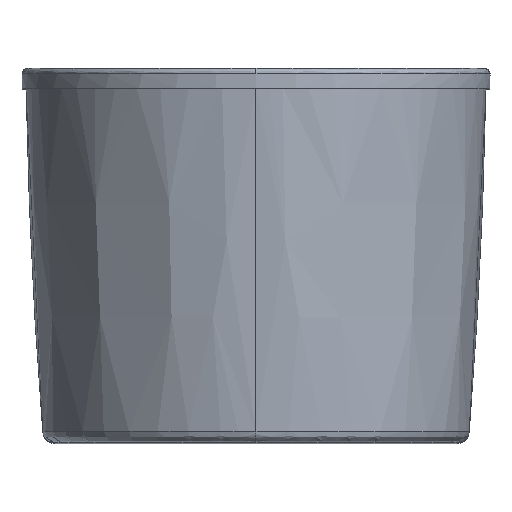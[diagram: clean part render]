
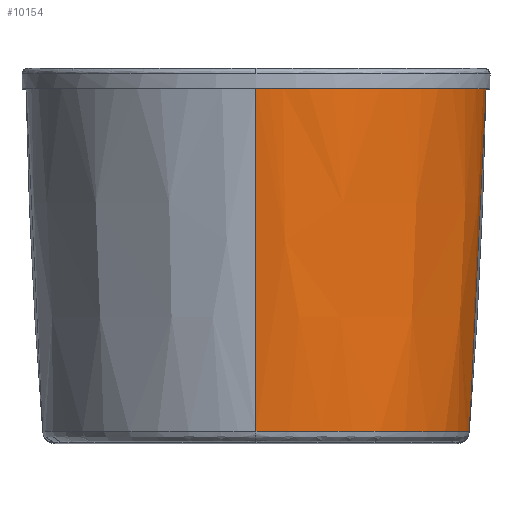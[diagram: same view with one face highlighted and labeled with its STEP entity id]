
A CAD part, top view. The second image highlights one B-rep face of the part: STEP entity #10154.
In plain terms, the highlighted free-form (B-spline) face has degree [3, 3] with [4, 7] control points.
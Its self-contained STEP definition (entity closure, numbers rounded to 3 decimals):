
#9112=CARTESIAN_POINT('',(0.,-621.558,
864.458));
#9124=CARTESIAN_POINT('',(0.,-621.558,
864.458));
#9125=CARTESIAN_POINT('',(4.289,-621.558,864.458));
#9126=CARTESIAN_POINT('',(12.885,-621.558,864.305));
#9127=CARTESIAN_POINT('',(25.824,-621.557,863.612));
#9128=CARTESIAN_POINT('',(38.781,-621.555,862.453));
#9129=CARTESIAN_POINT('',(51.779,-621.554,860.822));
#9130=CARTESIAN_POINT('',(64.845,-621.551,858.698));
#9131=CARTESIAN_POINT('',(77.577,-621.548,856.159));
#9132=CARTESIAN_POINT('',(90.442,-621.545,853.111));
#9133=CARTESIAN_POINT('',(102.978,-621.542,849.662));
#9134=CARTESIAN_POINT('',(115.585,-621.538,845.703));
#9135=CARTESIAN_POINT('',(127.921,-621.534,841.33));
#9136=CARTESIAN_POINT('',(139.996,-621.53,836.556));
#9137=CARTESIAN_POINT('',(151.87,-621.526,831.358));
#9138=CARTESIAN_POINT('',(163.382,-621.522,825.829));
#9139=CARTESIAN_POINT('',(174.931,-621.518,819.764));
#9140=CARTESIAN_POINT('',(185.892,-621.514,813.51));
#9141=CARTESIAN_POINT('',(196.935,-621.51,806.688));
#9142=CARTESIAN_POINT('',(207.428,-621.506,799.683));
#9143=CARTESIAN_POINT('',(217.739,-621.503,792.279));
#9144=CARTESIAN_POINT('',(227.889,-621.5,784.441));
#9145=CARTESIAN_POINT('',(237.917,-621.497,776.111));
#9146=CARTESIAN_POINT('',(247.422,-621.495,767.628));
#9147=CARTESIAN_POINT('',(256.711,-621.493,758.735));
#9148=CARTESIAN_POINT('',(265.73,-621.492,749.456));
#9149=CARTESIAN_POINT('',(274.392,-621.491,739.891));
#9150=CARTESIAN_POINT('',(282.956,-621.49,729.721));
#9151=CARTESIAN_POINT('',(291.087,-621.49,719.318));
#9152=CARTESIAN_POINT('',(298.816,-621.49,708.658));
#9153=CARTESIAN_POINT('',(306.119,-621.491,697.802));
#9154=CARTESIAN_POINT('',(313.4,-621.493,686.065));
#9155=CARTESIAN_POINT('',(319.988,-621.495,674.492));
#9156=CARTESIAN_POINT('',(326.068,-621.498,662.862));
#9157=CARTESIAN_POINT('',(331.647,-621.501,651.195));
#9158=CARTESIAN_POINT('',(336.903,-621.505,639.106));
#9159=CARTESIAN_POINT('',(341.668,-621.509,626.949));
#9160=CARTESIAN_POINT('',(346.002,-621.514,614.61));
#9161=CARTESIAN_POINT('',(349.889,-621.518,602.115));
#9162=CARTESIAN_POINT('',(353.275,-621.523,589.702));
#9163=CARTESIAN_POINT('',(356.254,-621.528,577.038));
#9164=CARTESIAN_POINT('',(358.765,-621.533,564.366));
#9165=CARTESIAN_POINT('',(360.848,-621.539,551.479));
#9166=CARTESIAN_POINT('',(362.458,-621.544,538.625));
#9167=CARTESIAN_POINT('',(363.609,-621.549,525.755));
#9168=CARTESIAN_POINT('',(364.301,-621.554,512.884));
#9169=CARTESIAN_POINT('',(364.457,-621.557,504.293));
#9170=CARTESIAN_POINT('',(364.458,-621.558,500.));
#9172=CARTESIAN_POINT('',(393.,-35.,500.));
#9173=CARTESIAN_POINT('',(393.,-35.,550.411));
#9174=CARTESIAN_POINT('',(373.299,-35.,652.31));
#9175=CARTESIAN_POINT('',(286.442,-35.,783.996));
#9176=CARTESIAN_POINT('',(154.851,-35.,872.479));
#9177=CARTESIAN_POINT('',(51.444,-35.,893.));
#9178=CARTESIAN_POINT('',(0.,-35.,
893.));
#9180=CARTESIAN_POINT('',(0.,-35.,
893.));
#9181=CARTESIAN_POINT('',(0.,-230.742,
889.231));
#9182=CARTESIAN_POINT('',(0.,-426.374,
879.711));
#9183=CARTESIAN_POINT('',(0.,-621.558,
864.458));
#9185=CARTESIAN_POINT('',(364.458,-621.558,500.));
#9194=CARTESIAN_POINT('',(393.,-35.,500.));
#9195=CARTESIAN_POINT('',(389.231,-230.742,500.));
#9196=CARTESIAN_POINT('',(379.711,-426.374,500.));
#9197=CARTESIAN_POINT('',(364.458,-621.558,500.));
#9424=VERTEX_POINT('',#9172);
#9425=VERTEX_POINT('',#9178);
#9445=VERTEX_POINT('',#9185);
#9451=VERTEX_POINT('',#9112);
#10116=CARTESIAN_POINT('',(-5.715,-627.413,
863.954));
#10117=CARTESIAN_POINT('',(43.851,-627.417,
864.741));
#10118=CARTESIAN_POINT('',(140.836,-627.421,
846.148));
#10119=CARTESIAN_POINT('',(262.928,-627.421,
765.016));
#10120=CARTESIAN_POINT('',(345.421,-627.417,
643.013));
#10121=CARTESIAN_POINT('',(364.746,-627.414,
544.735));
#10122=CARTESIAN_POINT('',(363.955,-627.413,
494.282));
#10123=CARTESIAN_POINT('',(-5.959,-428.328,
879.626));
#10124=CARTESIAN_POINT('',(45.716,-428.394,
880.454));
#10125=CARTESIAN_POINT('',(147.117,-428.467,
860.795));
#10126=CARTESIAN_POINT('',(274.767,-428.465,
775.001));
#10127=CARTESIAN_POINT('',(360.429,-428.403,
647.068));
#10128=CARTESIAN_POINT('',(380.281,-428.352,
545.65));
#10129=CARTESIAN_POINT('',(379.648,-428.333,
494.162));
#10130=CARTESIAN_POINT('',(-6.111,-228.786,
889.335));
#10131=CARTESIAN_POINT('',(46.872,-228.801,
890.189));
#10132=CARTESIAN_POINT('',(151.226,-228.818,
870.018));
#10133=CARTESIAN_POINT('',(282.648,-228.817,
781.367));
#10134=CARTESIAN_POINT('',(370.151,-228.803,
649.609));
#10135=CARTESIAN_POINT('',(389.997,-228.792,
546.21));
#10136=CARTESIAN_POINT('',(389.357,-228.787,
494.089));
#10137=CARTESIAN_POINT('',(-6.17,-29.129,
893.062));
#10138=CARTESIAN_POINT('',(47.317,-29.128,
893.916));
#10139=CARTESIAN_POINT('',(153.155,-29.128,
873.77));
#10140=CARTESIAN_POINT('',(286.558,-29.128,
784.077));
#10141=CARTESIAN_POINT('',(374.567,-29.128,
650.616));
#10142=CARTESIAN_POINT('',(393.875,-29.129,
546.409));
#10143=CARTESIAN_POINT('',(393.065,-29.129,
494.063));
#10144=B_SPLINE_SURFACE_WITH_KNOTS('',3,3,((#10116,#10117,#10118,#10119,#10120,
#10121,#10122),(#10123,#10124,#10125,#10126,#10127,#10128,#10129),(#10130,
#10131,#10132,#10133,#10134,#10135,#10136),(#10137,#10138,#10139,#10140,#10141,
#10142,#10143)),.UNSPECIFIED.,.F.,.F.,.F.,(4,4),(4,1,1,1,4),(0.021,
1.01),(-0.005,0.136,0.271,
0.407,0.548),.UNSPECIFIED.);
#10145=ORIENTED_EDGE('',*,*,#10110,.T.);
#10147=ORIENTED_EDGE('',*,*,#10146,.F.);
#10149=ORIENTED_EDGE('',*,*,#10148,.T.);
#10151=ORIENTED_EDGE('',*,*,#10150,.T.);
#10152=EDGE_LOOP('',(#10145,#10147,#10149,#10151));
#10153=FACE_OUTER_BOUND('',#10152,.F.);
#10154=ADVANCED_FACE('',(#10153),#10144,.T.);
#9171=B_SPLINE_CURVE_WITH_KNOTS('',3,(#9124,#9125,#9126,#9127,#9128,#9129,#9130,
#9131,#9132,#9133,#9134,#9135,#9136,#9137,#9138,#9139,#9140,#9141,#9142,#9143,
#9144,#9145,#9146,#9147,#9148,#9149,#9150,#9151,#9152,#9153,#9154,#9155,#9156,
#9157,#9158,#9159,#9160,#9161,#9162,#9163,#9164,#9165,#9166,#9167,#9168,#9169,
#9170),.UNSPECIFIED.,.F.,.F.,(4,1,1,1,1,1,1,1,1,1,1,1,1,1,1,1,1,1,1,1,1,1,1,1,1,
1,1,1,1,1,1,1,1,1,1,1,1,1,1,1,1,1,1,1,4),(0.,0.023,
0.045,0.068,0.091,0.114,
0.136,0.159,0.182,0.205,
0.227,0.25,0.273,0.295,0.318,
0.341,0.364,0.386,0.409,
0.432,0.455,0.477,0.5,0.523,
0.545,0.568,0.591,0.614,
0.636,0.659,0.682,0.705,
0.727,0.75,0.773,0.795,0.818,
0.841,0.864,0.886,0.909,
0.932,0.955,0.977,1.),.UNSPECIFIED.);
#9179=B_SPLINE_CURVE_WITH_KNOTS('',3,(#9172,#9173,#9174,#9175,#9176,#9177,
#9178),.UNSPECIFIED.,.F.,.F.,(4,1,1,1,4),(0.,0.25,
0.5,0.75,1.),.UNSPECIFIED.);
#9184=B_SPLINE_CURVE_WITH_KNOTS('',3,(#9180,#9181,#9182,#9183),.UNSPECIFIED.,
.F.,.F.,(4,4),(0.,1.),.UNSPECIFIED.);
#9198=B_SPLINE_CURVE_WITH_KNOTS('',3,(#9194,#9195,#9196,#9197),.UNSPECIFIED.,
.F.,.F.,(4,4),(0.,1.),.UNSPECIFIED.);
#10110=EDGE_CURVE('',#9451,#9445,#9171,.T.);
#10146=EDGE_CURVE('',#9424,#9445,#9198,.T.);
#10148=EDGE_CURVE('',#9424,#9425,#9179,.T.);
#10150=EDGE_CURVE('',#9425,#9451,#9184,.T.);
